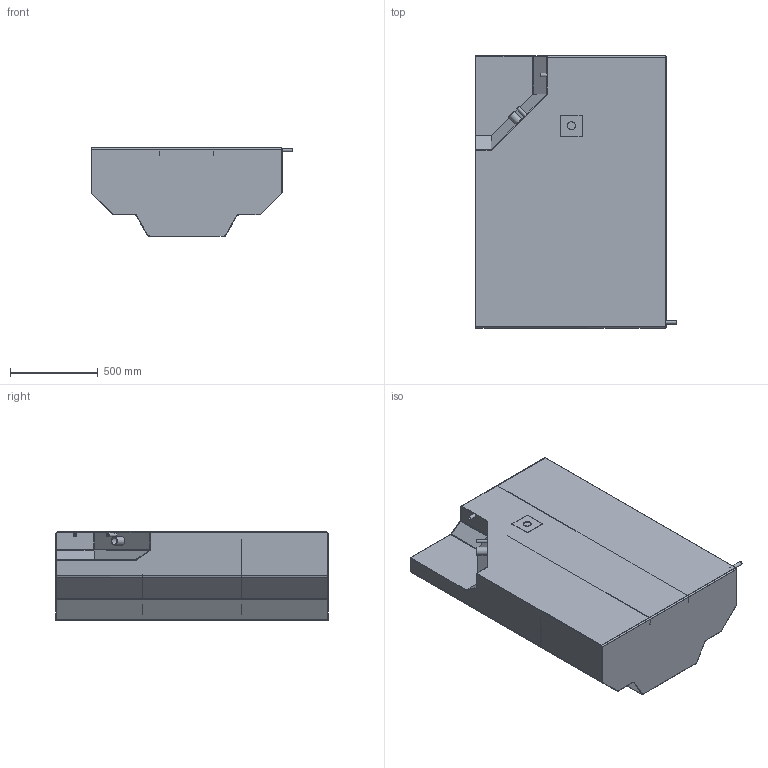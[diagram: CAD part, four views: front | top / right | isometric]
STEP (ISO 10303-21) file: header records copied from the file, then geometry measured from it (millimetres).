
FILE_DESCRIPTION(('FreeCAD Model'),'2;1');
FILE_NAME('Open CASCADE Shape Model','2025-05-05T17:23:07',('FreeCAD'),( 'FreeCAD'),'Open CASCADE STEP processor 7.6','FreeCAD','Unknown');
FILE_SCHEMA(('AUTOMOTIVE_DESIGN { 1 0 10303 214 1 1 1 1 }'));
Length unit declared in the file: millimetre
Products named in the file (1): Open CASCADE STEP translator 7.6 1
Bounding box: 1150.52 x 1550.82 x 506.63 mm (x, y, z)
Volume: 15439206.3 mm3; surface area: 12671163.4 mm2
Topology: 13 solids, 13 shells, 309 faces, 711 edges, 428 vertices
Faces by surface type: bspline 309
Entity records: 8198 total; most frequent: CARTESIAN_POINT 3885, ORIENTED_EDGE 1422, EDGE_CURVE 711, B_SPLINE_CURVE_WITH_KNOTS 525, VERTEX_POINT 428, FACE_BOUND 331, EDGE_LOOP 331, ADVANCED_FACE 309
